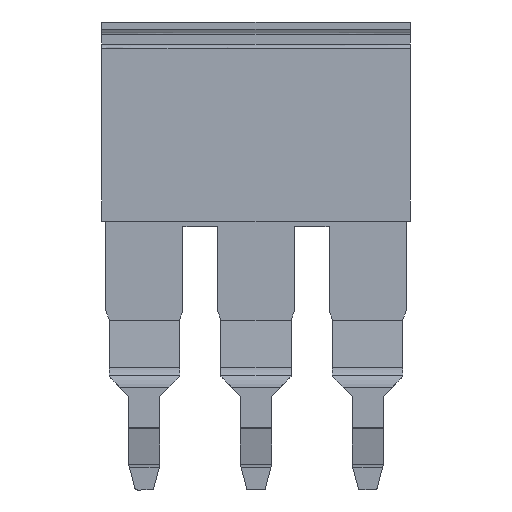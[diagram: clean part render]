
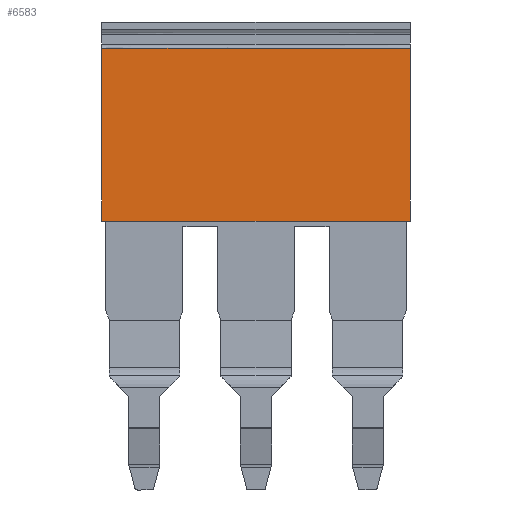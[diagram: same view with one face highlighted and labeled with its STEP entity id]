
A CAD part, front view. The second image highlights one B-rep face of the part: STEP entity #6583.
In plain terms, the highlighted planar face has unit normal (0, -1, 0).
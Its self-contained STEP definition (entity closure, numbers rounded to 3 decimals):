
#6562=AXIS2_PLACEMENT_3D('Plane Axis2P3D',#6559,#6560,#6561) ;
#6325=CARTESIAN_POINT('Vertex',(0.,0.4,19.509)) ;
#6329=CARTESIAN_POINT('Control Point',(0.,0.4,32.056)) ;
#6330=CARTESIAN_POINT('Control Point',(0.,0.4,28.919)) ;
#6331=CARTESIAN_POINT('Control Point',(0.,0.4,25.782)) ;
#6332=CARTESIAN_POINT('Control Point',(0.,0.4,22.646)) ;
#6333=CARTESIAN_POINT('Control Point',(0.,0.4,19.509)) ;
#6334=CARTESIAN_POINT('Vertex',(0.,0.4,32.056)) ;
#6480=CARTESIAN_POINT('Vertex',(7.15,0.4,32.056)) ;
#6490=CARTESIAN_POINT('Line Origine',(3.575,0.4,32.056)) ;
#6537=CARTESIAN_POINT('Vertex',(22.4,0.4,19.509)) ;
#6542=CARTESIAN_POINT('Line Origine',(11.2,0.4,19.509)) ;
#6559=CARTESIAN_POINT('Axis2P3D Location',(-5.6,0.4,15.659)) ;
#6564=CARTESIAN_POINT('Line Origine',(14.775,0.4,32.056)) ;
#6568=CARTESIAN_POINT('Vertex',(22.4,0.4,32.056)) ;
#6571=CARTESIAN_POINT('Line Origine',(22.4,0.4,25.782)) ;
#6491=DIRECTION('Vector Direction',(1.,0.,0.)) ;
#6543=DIRECTION('Vector Direction',(1.,0.,0.)) ;
#6560=DIRECTION('Axis2P3D Direction',(0.,-1.,0.)) ;
#6561=DIRECTION('Axis2P3D XDirection',(0.,0.,1.)) ;
#6565=DIRECTION('Vector Direction',(1.,0.,0.)) ;
#6572=DIRECTION('Vector Direction',(0.,0.,1.)) ;
#6492=VECTOR('Line Direction',#6491,1.) ;
#6544=VECTOR('Line Direction',#6543,1.) ;
#6566=VECTOR('Line Direction',#6565,1.) ;
#6573=VECTOR('Line Direction',#6572,1.) ;
#6577=ORIENTED_EDGE('',*,*,#6570,.F.) ;
#6578=ORIENTED_EDGE('',*,*,#6494,.F.) ;
#6579=ORIENTED_EDGE('',*,*,#6336,.F.) ;
#6580=ORIENTED_EDGE('',*,*,#6546,.T.) ;
#6581=ORIENTED_EDGE('',*,*,#6575,.T.) ;
#6583=ADVANCED_FACE('ISTE_ZQV6',(#6582),#6563,.T.) ;
#6328=B_SPLINE_CURVE_WITH_KNOTS('',4,(#6329,#6330,#6331,#6332,#6333),.UNSPECIFIED.,.F.,.U.,(5,5),(0.,12.547),.UNSPECIFIED.) ;
#6336=EDGE_CURVE('',#6326,#6335,#6328,.F.) ;
#6494=EDGE_CURVE('',#6335,#6481,#6493,.T.) ;
#6546=EDGE_CURVE('',#6326,#6538,#6545,.T.) ;
#6570=EDGE_CURVE('',#6481,#6569,#6567,.T.) ;
#6575=EDGE_CURVE('',#6538,#6569,#6574,.T.) ;
#6576=EDGE_LOOP('',(#6577,#6578,#6579,#6580,#6581)) ;
#6582=FACE_OUTER_BOUND('',#6576,.T.) ;
#6493=LINE('Line',#6490,#6492) ;
#6545=LINE('Line',#6542,#6544) ;
#6567=LINE('Line',#6564,#6566) ;
#6574=LINE('Line',#6571,#6573) ;
#6563=PLANE('',#6562) ;
#6326=VERTEX_POINT('',#6325) ;
#6335=VERTEX_POINT('',#6334) ;
#6481=VERTEX_POINT('',#6480) ;
#6538=VERTEX_POINT('',#6537) ;
#6569=VERTEX_POINT('',#6568) ;
